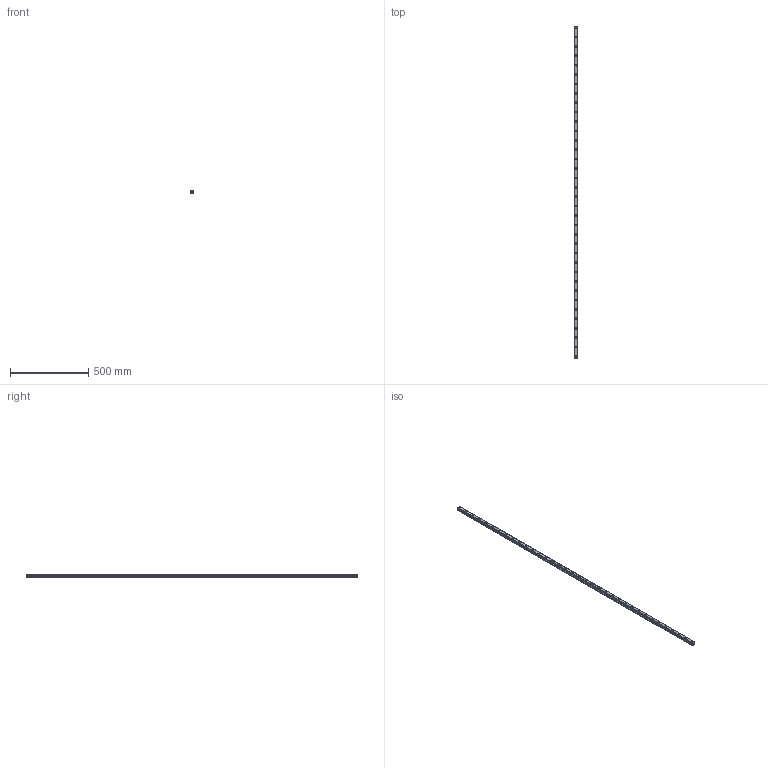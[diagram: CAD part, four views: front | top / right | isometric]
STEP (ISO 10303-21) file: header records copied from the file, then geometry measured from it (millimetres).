
FILE_DESCRIPTION(('STEP AP214'),'1');
FILE_NAME('cctmp_B937613B-EDA5-485D-A2F9-AA80CFDE43D4_2020_5_28_9_29_27_775..stp','2020-05-28T07:29:28',('HIWIN GmbH'),('CADClick - www.CADClick.com'),'Spatial InterOp 3D',' ','unknown authorization');
FILE_SCHEMA(('AUTOMOTIVE_DESIGN'));
Length unit declared in the file: millimetre
Products named in the file (1): HGR25R2120H_FILE
Bounding box: 23 x 2120 x 22 mm (x, y, z)
Volume: 880522 mm3; surface area: 218472.3 mm2
Topology: 1 solids, 1 shells, 543 faces, 1395 edges, 930 vertices
Faces by surface type: plane 305, cylinder 238
Entity records: 21261 total; most frequent: DIRECTION 3247, CARTESIAN_POINT 2869, ORIENTED_EDGE 2790, EDGE_CURVE 1395, AXIS2_PLACEMENT_3D 1308, VERTEX_POINT 930, LINE 631, VECTOR 631
